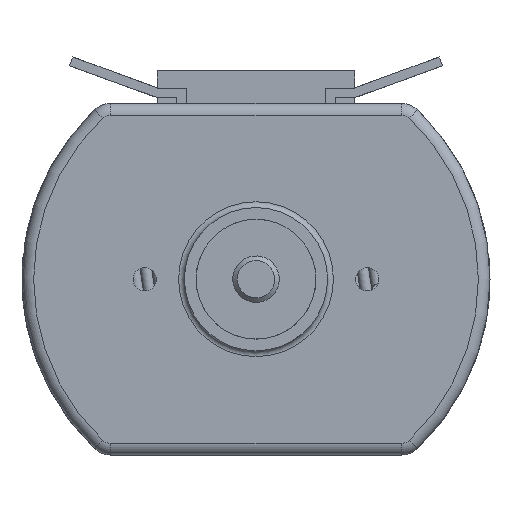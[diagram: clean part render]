
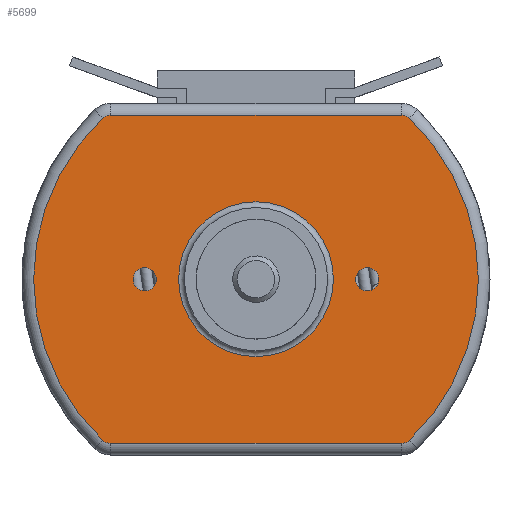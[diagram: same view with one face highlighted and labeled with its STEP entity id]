
A CAD part, front view. The second image highlights one B-rep face of the part: STEP entity #5699.
In plain terms, the highlighted planar face has unit normal (0, -1, 0).
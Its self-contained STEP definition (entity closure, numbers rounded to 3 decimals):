
#352=CIRCLE('',#6274,0.5);
#353=CIRCLE('',#6275,0.5);
#354=CIRCLE('',#6276,3.325);
#355=CIRCLE('',#6277,0.5);
#356=CIRCLE('',#6278,0.5);
#357=CIRCLE('',#6279,9.55);
#358=CIRCLE('',#6280,0.5);
#359=CIRCLE('',#6281,0.5);
#360=CIRCLE('',#6282,9.55);
#846=ORIENTED_EDGE('',*,*,#2488,.F.);
#847=ORIENTED_EDGE('',*,*,#2489,.T.);
#848=ORIENTED_EDGE('',*,*,#2490,.T.);
#849=ORIENTED_EDGE('',*,*,#2491,.T.);
#850=ORIENTED_EDGE('',*,*,#2492,.T.);
#851=ORIENTED_EDGE('',*,*,#2493,.T.);
#852=ORIENTED_EDGE('',*,*,#2494,.T.);
#853=ORIENTED_EDGE('',*,*,#2495,.T.);
#854=ORIENTED_EDGE('',*,*,#2496,.T.);
#855=ORIENTED_EDGE('',*,*,#2497,.T.);
#856=ORIENTED_EDGE('',*,*,#2498,.T.);
#2488=EDGE_CURVE('',#3309,#3309,#352,.F.);
#2489=EDGE_CURVE('',#3310,#3310,#353,.T.);
#2490=EDGE_CURVE('',#3311,#3311,#354,.T.);
#2491=EDGE_CURVE('',#3312,#3313,#355,.F.);
#2492=EDGE_CURVE('',#3313,#3314,#3813,.F.);
#2493=EDGE_CURVE('',#3314,#3315,#356,.F.);
#2494=EDGE_CURVE('',#3315,#3316,#357,.F.);
#2495=EDGE_CURVE('',#3316,#3317,#358,.F.);
#2496=EDGE_CURVE('',#3317,#3318,#3814,.F.);
#2497=EDGE_CURVE('',#3318,#3319,#359,.F.);
#2498=EDGE_CURVE('',#3319,#3312,#360,.F.);
#3309=VERTEX_POINT('',#8995);
#3310=VERTEX_POINT('',#8997);
#3311=VERTEX_POINT('',#8999);
#3312=VERTEX_POINT('',#9001);
#3313=VERTEX_POINT('',#9002);
#3314=VERTEX_POINT('',#9004);
#3315=VERTEX_POINT('',#9006);
#3316=VERTEX_POINT('',#9008);
#3317=VERTEX_POINT('',#9010);
#3318=VERTEX_POINT('',#9012);
#3319=VERTEX_POINT('',#9014);
#3813=LINE('',#9003,#4288);
#3814=LINE('',#9011,#4289);
#4288=VECTOR('',#7064,1000.);
#4289=VECTOR('',#7071,1000.);
#4739=EDGE_LOOP('',(#846));
#4740=EDGE_LOOP('',(#847));
#4741=EDGE_LOOP('',(#848));
#4742=EDGE_LOOP('',(#849,#850,#851,#852,#853,#854,#855,#856));
#5141=FACE_BOUND('',#4739,.T.);
#5142=FACE_BOUND('',#4740,.T.);
#5143=FACE_BOUND('',#4741,.T.);
#5144=FACE_BOUND('',#4742,.T.);
#5524=PLANE('',#6273);
#5699=ADVANCED_FACE('',(#5141,#5142,#5143,#5144),#5524,.F.);
#6273=AXIS2_PLACEMENT_3D('',#8993,#7054,#7055);
#6274=AXIS2_PLACEMENT_3D('',#8994,#7056,#7057);
#6275=AXIS2_PLACEMENT_3D('',#8996,#7058,#7059);
#6276=AXIS2_PLACEMENT_3D('',#8998,#7060,#7061);
#6277=AXIS2_PLACEMENT_3D('',#9000,#7062,#7063);
#6278=AXIS2_PLACEMENT_3D('',#9005,#7065,#7066);
#6279=AXIS2_PLACEMENT_3D('',#9007,#7067,#7068);
#6280=AXIS2_PLACEMENT_3D('',#9009,#7069,#7070);
#6281=AXIS2_PLACEMENT_3D('',#9013,#7072,#7073);
#6282=AXIS2_PLACEMENT_3D('',#9015,#7074,#7075);
#7054=DIRECTION('',(0.,1.,0.));
#7055=DIRECTION('',(0.,0.,1.));
#7056=DIRECTION('',(0.,1.,0.));
#7057=DIRECTION('',(0.,0.,1.));
#7058=DIRECTION('',(0.,1.,0.));
#7059=DIRECTION('',(0.,0.,1.));
#7060=DIRECTION('',(0.,1.,0.));
#7061=DIRECTION('',(0.,0.,1.));
#7062=DIRECTION('',(0.,1.,0.));
#7063=DIRECTION('',(0.,0.,1.));
#7064=DIRECTION('',(-1.,0.,0.));
#7065=DIRECTION('',(0.,1.,0.));
#7066=DIRECTION('',(0.,0.,1.));
#7067=DIRECTION('',(0.,1.,0.));
#7068=DIRECTION('',(0.,0.,1.));
#7069=DIRECTION('',(0.,1.,0.));
#7070=DIRECTION('',(0.,0.,1.));
#7071=DIRECTION('',(1.,0.,0.));
#7072=DIRECTION('',(0.,1.,0.));
#7073=DIRECTION('',(0.,0.,1.));
#7074=DIRECTION('',(0.,1.,0.));
#7075=DIRECTION('',(0.,0.,1.));
#8993=CARTESIAN_POINT('',(-6.245,-21.,6.55));
#8994=CARTESIAN_POINT('',(-4.775,-21.,0.));
#8995=CARTESIAN_POINT('',(-4.775,-21.,0.5));
#8996=CARTESIAN_POINT('',(4.775,-21.,0.));
#8997=CARTESIAN_POINT('',(4.775,-21.,0.5));
#8998=CARTESIAN_POINT('',(0.,-21.,0.));
#8999=CARTESIAN_POINT('',(0.,-21.,3.325));
#9000=CARTESIAN_POINT('',(-6.245,-21.,-6.55));
#9001=CARTESIAN_POINT('',(-6.59,-21.,-6.912));
#9002=CARTESIAN_POINT('',(-6.245,-21.,-7.05));
#9003=CARTESIAN_POINT('',(6.245,-21.,-7.05));
#9004=CARTESIAN_POINT('',(6.245,-21.,-7.05));
#9005=CARTESIAN_POINT('',(6.245,-21.,-6.55));
#9006=CARTESIAN_POINT('',(6.59,-21.,-6.912));
#9007=CARTESIAN_POINT('',(0.,-21.,0.));
#9008=CARTESIAN_POINT('',(6.59,-21.,6.912));
#9009=CARTESIAN_POINT('',(6.245,-21.,6.55));
#9010=CARTESIAN_POINT('',(6.245,-21.,7.05));
#9011=CARTESIAN_POINT('',(-6.245,-21.,7.05));
#9012=CARTESIAN_POINT('',(-6.245,-21.,7.05));
#9013=CARTESIAN_POINT('',(-6.245,-21.,6.55));
#9014=CARTESIAN_POINT('',(-6.59,-21.,6.912));
#9015=CARTESIAN_POINT('',(0.,-21.,0.));
